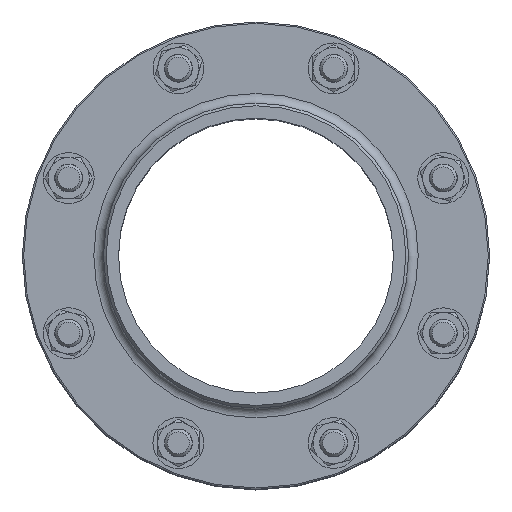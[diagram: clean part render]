
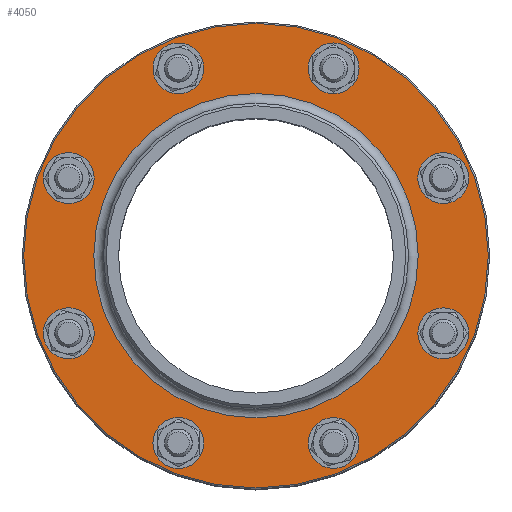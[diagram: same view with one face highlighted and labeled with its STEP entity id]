
A CAD part, top view. The second image highlights one B-rep face of the part: STEP entity #4050.
In plain terms, the highlighted face is planar.
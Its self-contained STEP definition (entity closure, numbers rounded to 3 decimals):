
#423=FACE_BOUND('',#1067,.T.);
#424=FACE_BOUND('',#1068,.T.);
#425=FACE_BOUND('',#1069,.T.);
#426=FACE_BOUND('',#1070,.T.);
#427=FACE_BOUND('',#1071,.T.);
#428=FACE_BOUND('',#1072,.T.);
#429=FACE_BOUND('',#1073,.T.);
#430=FACE_BOUND('',#1074,.T.);
#431=FACE_BOUND('',#1075,.T.);
#599=PLANE('',#4517);
#813=FACE_OUTER_BOUND('',#1066,.T.);
#1066=EDGE_LOOP('',(#3397));
#1067=EDGE_LOOP('',(#3398));
#1068=EDGE_LOOP('',(#3399));
#1069=EDGE_LOOP('',(#3400));
#1070=EDGE_LOOP('',(#3401));
#1071=EDGE_LOOP('',(#3402));
#1072=EDGE_LOOP('',(#3403));
#1073=EDGE_LOOP('',(#3404));
#1074=EDGE_LOOP('',(#3405));
#1075=EDGE_LOOP('',(#3406));
#1773=CIRCLE('',#4515,169.);
#1775=CIRCLE('',#4518,118.);
#1776=CIRCLE('',#4519,10.5);
#1777=CIRCLE('',#4520,10.5);
#1778=CIRCLE('',#4521,10.5);
#1779=CIRCLE('',#4522,10.5);
#1780=CIRCLE('',#4523,10.5);
#1781=CIRCLE('',#4524,10.5);
#1782=CIRCLE('',#4525,10.5);
#1783=CIRCLE('',#4526,10.5);
#2103=VERTEX_POINT('',#7134);
#2104=VERTEX_POINT('',#7138);
#2105=VERTEX_POINT('',#7140);
#2106=VERTEX_POINT('',#7142);
#2107=VERTEX_POINT('',#7144);
#2108=VERTEX_POINT('',#7146);
#2109=VERTEX_POINT('',#7148);
#2110=VERTEX_POINT('',#7150);
#2111=VERTEX_POINT('',#7152);
#2112=VERTEX_POINT('',#7154);
#2555=EDGE_CURVE('',#2103,#2103,#1773,.T.);
#2557=EDGE_CURVE('',#2104,#2104,#1775,.T.);
#2558=EDGE_CURVE('',#2105,#2105,#1776,.T.);
#2559=EDGE_CURVE('',#2106,#2106,#1777,.T.);
#2560=EDGE_CURVE('',#2107,#2107,#1778,.T.);
#2561=EDGE_CURVE('',#2108,#2108,#1779,.T.);
#2562=EDGE_CURVE('',#2109,#2109,#1780,.T.);
#2563=EDGE_CURVE('',#2110,#2110,#1781,.T.);
#2564=EDGE_CURVE('',#2111,#2111,#1782,.T.);
#2565=EDGE_CURVE('',#2112,#2112,#1783,.T.);
#3397=ORIENTED_EDGE('',*,*,#2555,.F.);
#3398=ORIENTED_EDGE('',*,*,#2557,.F.);
#3399=ORIENTED_EDGE('',*,*,#2558,.T.);
#3400=ORIENTED_EDGE('',*,*,#2559,.T.);
#3401=ORIENTED_EDGE('',*,*,#2560,.T.);
#3402=ORIENTED_EDGE('',*,*,#2561,.T.);
#3403=ORIENTED_EDGE('',*,*,#2562,.T.);
#3404=ORIENTED_EDGE('',*,*,#2563,.T.);
#3405=ORIENTED_EDGE('',*,*,#2564,.T.);
#3406=ORIENTED_EDGE('',*,*,#2565,.T.);
#4050=ADVANCED_FACE('',(#813,#423,#424,#425,#426,#427,#428,#429,#430,#431),
#599,.F.);
#4515=AXIS2_PLACEMENT_3D('',#7135,#5479,#5480);
#4517=AXIS2_PLACEMENT_3D('',#7137,#5483,#5484);
#4518=AXIS2_PLACEMENT_3D('',#7139,#5485,#5486);
#4519=AXIS2_PLACEMENT_3D('',#7141,#5487,#5488);
#4520=AXIS2_PLACEMENT_3D('',#7143,#5489,#5490);
#4521=AXIS2_PLACEMENT_3D('',#7145,#5491,#5492);
#4522=AXIS2_PLACEMENT_3D('',#7147,#5493,#5494);
#4523=AXIS2_PLACEMENT_3D('',#7149,#5495,#5496);
#4524=AXIS2_PLACEMENT_3D('',#7151,#5497,#5498);
#4525=AXIS2_PLACEMENT_3D('',#7153,#5499,#5500);
#4526=AXIS2_PLACEMENT_3D('',#7155,#5501,#5502);
#5479=DIRECTION('center_axis',(0.,1.,0.));
#5480=DIRECTION('ref_axis',(1.,0.,0.));
#5483=DIRECTION('center_axis',(0.,1.,0.));
#5484=DIRECTION('ref_axis',(0.,0.,1.));
#5485=DIRECTION('center_axis',(0.,-1.,0.));
#5486=DIRECTION('ref_axis',(-1.,0.,0.));
#5487=DIRECTION('center_axis',(0.,1.,0.));
#5488=DIRECTION('ref_axis',(1.,0.,0.));
#5489=DIRECTION('center_axis',(0.,1.,0.));
#5490=DIRECTION('ref_axis',(1.,0.,0.));
#5491=DIRECTION('center_axis',(0.,1.,0.));
#5492=DIRECTION('ref_axis',(1.,0.,0.));
#5493=DIRECTION('center_axis',(0.,1.,0.));
#5494=DIRECTION('ref_axis',(1.,0.,0.));
#5495=DIRECTION('center_axis',(0.,1.,0.));
#5496=DIRECTION('ref_axis',(1.,0.,0.));
#5497=DIRECTION('center_axis',(0.,1.,0.));
#5498=DIRECTION('ref_axis',(1.,0.,0.));
#5499=DIRECTION('center_axis',(0.,1.,0.));
#5500=DIRECTION('ref_axis',(1.,0.,0.));
#5501=DIRECTION('center_axis',(0.,1.,0.));
#5502=DIRECTION('ref_axis',(1.,0.,0.));
#7134=CARTESIAN_POINT('',(0.,-132.,169.));
#7135=CARTESIAN_POINT('Origin',(0.,-132.,0.));
#7137=CARTESIAN_POINT('Origin',(0.,-132.,0.));
#7138=CARTESIAN_POINT('',(0.,-132.,-118.));
#7139=CARTESIAN_POINT('Origin',(0.,-132.,0.));
#7140=CARTESIAN_POINT('',(-66.946,-132.,-136.272));
#7141=CARTESIAN_POINT('Origin',(-56.446,-132.,-136.272));
#7142=CARTESIAN_POINT('',(-146.772,-132.,-56.446));
#7143=CARTESIAN_POINT('Origin',(-136.272,-132.,-56.446));
#7144=CARTESIAN_POINT('',(-146.772,-132.,56.446));
#7145=CARTESIAN_POINT('Origin',(-136.272,-132.,56.446));
#7146=CARTESIAN_POINT('',(-66.946,-132.,136.272));
#7147=CARTESIAN_POINT('Origin',(-56.446,-132.,136.272));
#7148=CARTESIAN_POINT('',(45.946,-132.,136.272));
#7149=CARTESIAN_POINT('Origin',(56.446,-132.,136.272));
#7150=CARTESIAN_POINT('',(125.772,-132.,56.446));
#7151=CARTESIAN_POINT('Origin',(136.272,-132.,56.446));
#7152=CARTESIAN_POINT('',(125.772,-132.,-56.446));
#7153=CARTESIAN_POINT('Origin',(136.272,-132.,-56.446));
#7154=CARTESIAN_POINT('',(45.946,-132.,-136.272));
#7155=CARTESIAN_POINT('Origin',(56.446,-132.,-136.272));
